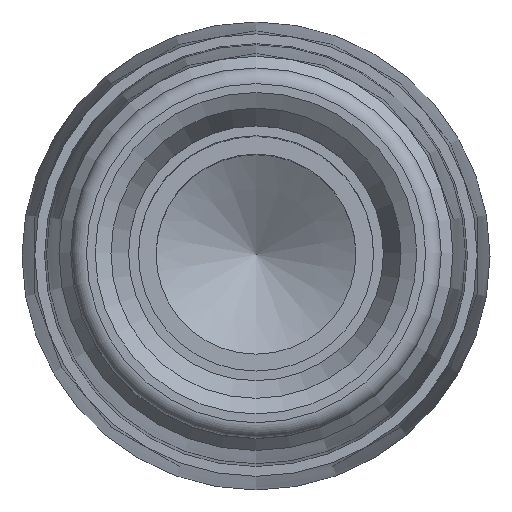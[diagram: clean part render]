
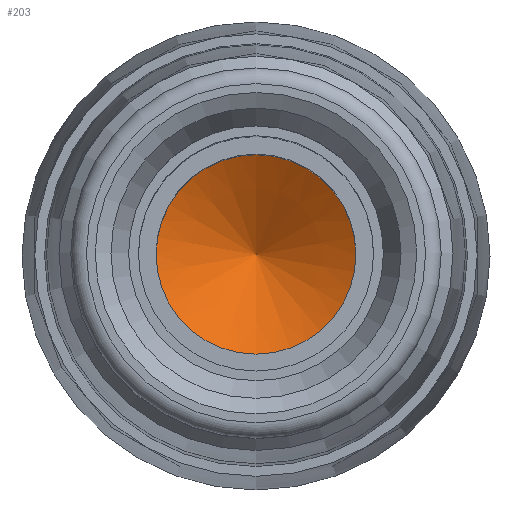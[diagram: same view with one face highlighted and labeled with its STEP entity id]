
A CAD part, top view. The second image highlights one B-rep face of the part: STEP entity #203.
In plain terms, the highlighted conical face has half-angle 60 degrees and reference radius 0 mm.
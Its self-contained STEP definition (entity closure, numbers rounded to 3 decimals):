
#91=VERTEX_LOOP('',#414);
#102=CONICAL_SURFACE('',#548,0.,60.);
#131=FACE_BOUND('',#261,.T.);
#132=FACE_BOUND('',#91,.T.);
#203=ADVANCED_FACE('',(#131,#132),#102,.F.);
#261=EDGE_LOOP('',(#341));
#341=ORIENTED_EDGE('',*,*,#454,.F.);
#413=VERTEX_POINT('',#799);
#414=VERTEX_POINT('',#800);
#454=EDGE_CURVE('',#413,#413,#494,.T.);
#494=CIRCLE('',#547,5.1);
#547=AXIS2_PLACEMENT_3D('',#798,#644,#645);
#548=AXIS2_PLACEMENT_3D('',#801,#646,#647);
#644=DIRECTION('',(0.,0.,-1.));
#645=DIRECTION('',(0.,-1.,0.));
#646=DIRECTION('',(0.,0.,1.));
#647=DIRECTION('',(0.,1.,0.));
#798=CARTESIAN_POINT('',(0.,0.,36.944));
#799=CARTESIAN_POINT('',(0.,-5.1,36.944));
#800=CARTESIAN_POINT('',(0.,0.,34.));
#801=CARTESIAN_POINT('',(0.,0.,34.));
